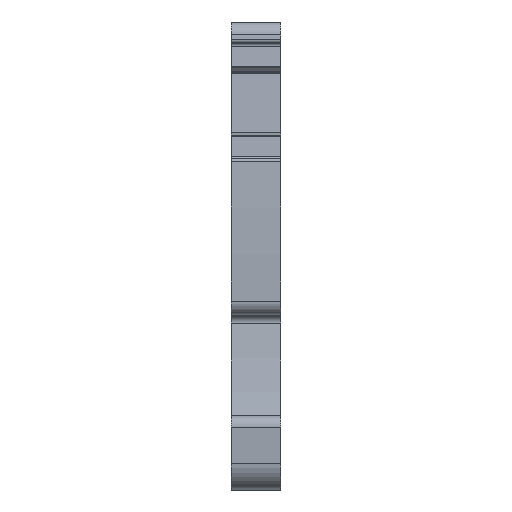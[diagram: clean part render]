
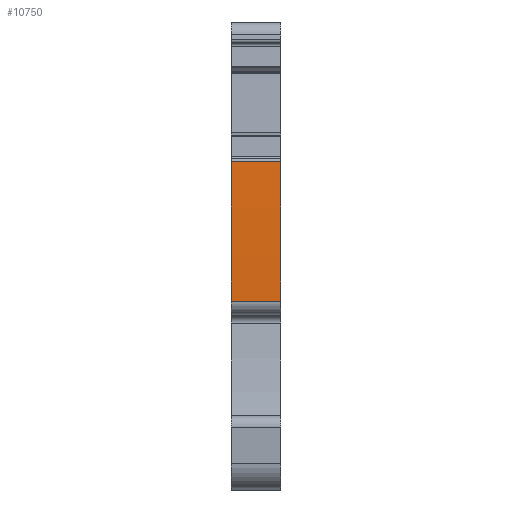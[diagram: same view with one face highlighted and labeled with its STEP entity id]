
A CAD part, front view. The second image highlights one B-rep face of the part: STEP entity #10750.
In plain terms, the highlighted cylindrical face has radius 122.182 mm (diameter 244.364 mm), a partial arc.
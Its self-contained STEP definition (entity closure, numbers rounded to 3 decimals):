
#2331=AXIS2_PLACEMENT_3D('Circle Axis2P3D',#2329,#2330,$) ;
#2338=AXIS2_PLACEMENT_3D('Circle Axis2P3D',#2336,#2337,$) ;
#3347=AXIS2_PLACEMENT_3D('Circle Axis2P3D',#3345,#3346,$) ;
#3354=AXIS2_PLACEMENT_3D('Circle Axis2P3D',#3352,#3353,$) ;
#10735=AXIS2_PLACEMENT_3D('Cylinder Axis2P3D',#10732,#10733,#10734) ;
#2326=CARTESIAN_POINT('Vertex',(0.,1.529,13.42)) ;
#2329=CARTESIAN_POINT('Axis2P3D Location',(0.,123.572,17.103)) ;
#2333=CARTESIAN_POINT('Vertex',(0.,1.528,13.45)) ;
#2336=CARTESIAN_POINT('Axis2P3D Location',(0.,123.655,17.106)) ;
#2340=CARTESIAN_POINT('Vertex',(0.,1.636,23.414)) ;
#3342=CARTESIAN_POINT('Vertex',(3.5,1.636,23.414)) ;
#3345=CARTESIAN_POINT('Axis2P3D Location',(3.5,123.655,17.106)) ;
#3349=CARTESIAN_POINT('Vertex',(3.5,1.528,13.45)) ;
#3352=CARTESIAN_POINT('Axis2P3D Location',(3.5,123.694,17.107)) ;
#3356=CARTESIAN_POINT('Vertex',(3.5,1.529,13.42)) ;
#10719=CARTESIAN_POINT('Line Origine',(1.75,1.529,13.42)) ;
#10732=CARTESIAN_POINT('Axis2P3D Location',(1.75,123.655,17.106)) ;
#10737=CARTESIAN_POINT('Line Origine',(1.75,1.636,23.414)) ;
#2330=DIRECTION('Axis2P3D Direction',(1.,0.,0.)) ;
#2337=DIRECTION('Axis2P3D Direction',(1.,0.,0.)) ;
#3346=DIRECTION('Axis2P3D Direction',(1.,0.,0.)) ;
#3353=DIRECTION('Axis2P3D Direction',(1.,0.,0.)) ;
#10720=DIRECTION('Vector Direction',(1.,0.,0.)) ;
#10733=DIRECTION('Axis2P3D Direction',(1.,0.,0.)) ;
#10734=DIRECTION('Axis2P3D XDirection',(0.,-0.992,0.126)) ;
#10738=DIRECTION('Vector Direction',(1.,0.,0.)) ;
#10721=VECTOR('Line Direction',#10720,1.) ;
#10739=VECTOR('Line Direction',#10738,1.) ;
#10743=ORIENTED_EDGE('',*,*,#3351,.F.) ;
#10744=ORIENTED_EDGE('',*,*,#10741,.T.) ;
#10745=ORIENTED_EDGE('',*,*,#2342,.T.) ;
#10746=ORIENTED_EDGE('',*,*,#2335,.T.) ;
#10747=ORIENTED_EDGE('',*,*,#10723,.T.) ;
#10748=ORIENTED_EDGE('',*,*,#3358,.F.) ;
#10750=ADVANCED_FACE('MLD',(#10749),#10736,.T.) ;
#2332=CIRCLE('generated circle',#2331,122.099) ;
#2339=CIRCLE('generated circle',#2338,122.182) ;
#3348=CIRCLE('generated circle',#3347,122.182) ;
#3355=CIRCLE('generated circle',#3354,122.221) ;
#10736=CYLINDRICAL_SURFACE('generated cylinder',#10735,122.182) ;
#2335=EDGE_CURVE('',#2334,#2327,#2332,.T.) ;
#2342=EDGE_CURVE('',#2341,#2334,#2339,.T.) ;
#3351=EDGE_CURVE('',#3343,#3350,#3348,.T.) ;
#3358=EDGE_CURVE('',#3350,#3357,#3355,.T.) ;
#10723=EDGE_CURVE('',#2327,#3357,#10722,.T.) ;
#10741=EDGE_CURVE('',#3343,#2341,#10740,.F.) ;
#10742=EDGE_LOOP('',(#10743,#10744,#10745,#10746,#10747,#10748)) ;
#10749=FACE_OUTER_BOUND('',#10742,.T.) ;
#10722=LINE('Line',#10719,#10721) ;
#10740=LINE('Line',#10737,#10739) ;
#2327=VERTEX_POINT('',#2326) ;
#2334=VERTEX_POINT('',#2333) ;
#2341=VERTEX_POINT('',#2340) ;
#3343=VERTEX_POINT('',#3342) ;
#3350=VERTEX_POINT('',#3349) ;
#3357=VERTEX_POINT('',#3356) ;
